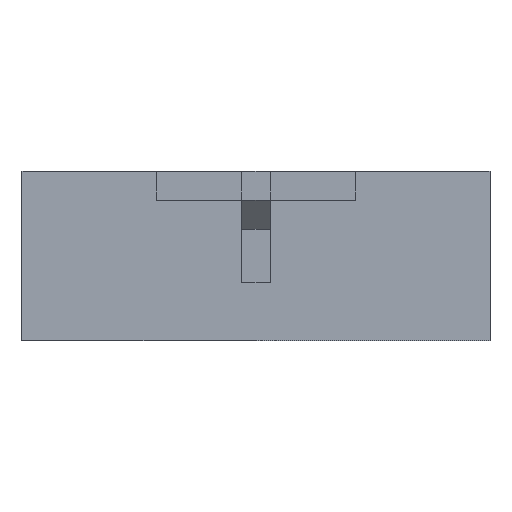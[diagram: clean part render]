
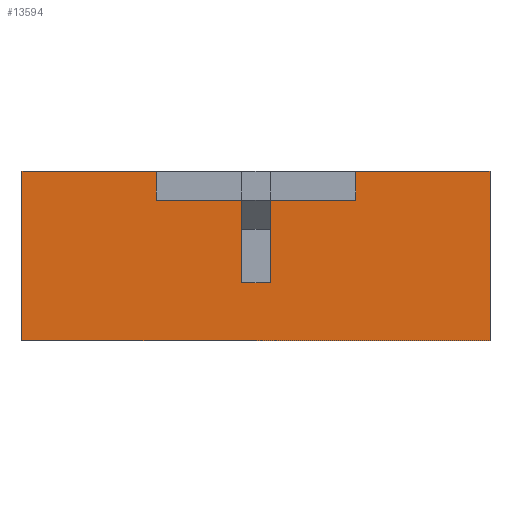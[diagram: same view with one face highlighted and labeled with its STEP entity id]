
A CAD part, left-side view. The second image highlights one B-rep face of the part: STEP entity #13594.
In plain terms, the highlighted planar face has unit normal (-1, 0, 0).
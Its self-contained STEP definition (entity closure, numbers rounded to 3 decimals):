
#2475 = VERTEX_POINT('',#2476);
#2476 = CARTESIAN_POINT('',(-22.34,-10.5,-3.8));
#2482 = EDGE_CURVE('',#2483,#2475,#2485,.T.);
#2483 = VERTEX_POINT('',#2484);
#2484 = CARTESIAN_POINT('',(-22.34,10.5,-3.8));
#2485 = LINE('',#2486,#2487);
#2486 = CARTESIAN_POINT('',(-22.34,10.5,-3.8));
#2487 = VECTOR('',#2488,1.);
#2488 = DIRECTION('',(0.,-1.,0.));
#8786 = VERTEX_POINT('',#8787);
#8787 = CARTESIAN_POINT('',(-22.34,-0.65,
    -1.2));
#8793 = EDGE_CURVE('',#8794,#8786,#8796,.T.);
#8794 = VERTEX_POINT('',#8795);
#8795 = CARTESIAN_POINT('',(-22.34,-0.65,2.5));
#8796 = LINE('',#8797,#8798);
#8797 = CARTESIAN_POINT('',(-22.34,-0.65,2.5));
#8798 = VECTOR('',#8799,1.);
#8799 = DIRECTION('',(0.,0.,-1.));
#8824 = EDGE_CURVE('',#8825,#8794,#8827,.T.);
#8825 = VERTEX_POINT('',#8826);
#8826 = CARTESIAN_POINT('',(-22.34,-4.475,2.5));
#8827 = LINE('',#8828,#8829);
#8828 = CARTESIAN_POINT('',(-22.34,-4.475,2.5));
#8829 = VECTOR('',#8830,1.);
#8830 = DIRECTION('',(0.,1.,0.));
#8903 = VERTEX_POINT('',#8904);
#8904 = CARTESIAN_POINT('',(-22.34,-4.475,
    3.8));
#8910 = EDGE_CURVE('',#8911,#8903,#8913,.T.);
#8911 = VERTEX_POINT('',#8912);
#8912 = CARTESIAN_POINT('',(-22.34,-10.5,3.8));
#8913 = LINE('',#8914,#8915);
#8914 = CARTESIAN_POINT('',(-22.34,-10.5,3.8));
#8915 = VECTOR('',#8916,1.);
#8916 = DIRECTION('',(0.,1.,0.));
#8967 = VERTEX_POINT('',#8968);
#8968 = CARTESIAN_POINT('',(-22.34,10.5,3.8));
#8974 = EDGE_CURVE('',#8975,#8967,#8977,.T.);
#8975 = VERTEX_POINT('',#8976);
#8976 = CARTESIAN_POINT('',(-22.34,4.475,
    3.8));
#8977 = LINE('',#8978,#8979);
#8978 = CARTESIAN_POINT('',(-22.34,4.475,
    3.8));
#8979 = VECTOR('',#8980,1.);
#8980 = DIRECTION('',(0.,1.,0.));
#9601 = VERTEX_POINT('',#9602);
#9602 = CARTESIAN_POINT('',(-22.34,4.475,2.5));
#9608 = EDGE_CURVE('',#9609,#9601,#9611,.T.);
#9609 = VERTEX_POINT('',#9610);
#9610 = CARTESIAN_POINT('',(-22.34,0.65,2.5));
#9611 = LINE('',#9612,#9613);
#9612 = CARTESIAN_POINT('',(-22.34,0.65,2.5));
#9613 = VECTOR('',#9614,1.);
#9614 = DIRECTION('',(0.,1.,0.));
#9631 = EDGE_CURVE('',#9601,#8975,#9632,.T.);
#9632 = LINE('',#9633,#9634);
#9633 = CARTESIAN_POINT('',(-22.34,4.475,2.5));
#9634 = VECTOR('',#9635,1.);
#9635 = DIRECTION('',(0.,0.,1.));
#13594 = ADVANCED_FACE('',(#13595),#13636,.T.);
#13595 = FACE_BOUND('',#13596,.T.);
#13596 = EDGE_LOOP('',(#13597,#13598,#13599,#13607,#13613,#13614,#13615,
    #13616,#13622,#13623,#13629,#13630));
#13597 = ORIENTED_EDGE('',*,*,#8824,.T.);
#13598 = ORIENTED_EDGE('',*,*,#8793,.T.);
#13599 = ORIENTED_EDGE('',*,*,#13600,.T.);
#13600 = EDGE_CURVE('',#8786,#13601,#13603,.T.);
#13601 = VERTEX_POINT('',#13602);
#13602 = CARTESIAN_POINT('',(-22.34,0.65,
    -1.2));
#13603 = LINE('',#13604,#13605);
#13604 = CARTESIAN_POINT('',(-22.34,-0.65,
    -1.2));
#13605 = VECTOR('',#13606,1.);
#13606 = DIRECTION('',(0.,1.,0.));
#13607 = ORIENTED_EDGE('',*,*,#13608,.T.);
#13608 = EDGE_CURVE('',#13601,#9609,#13609,.T.);
#13609 = LINE('',#13610,#13611);
#13610 = CARTESIAN_POINT('',(-22.34,0.65,
    -1.2));
#13611 = VECTOR('',#13612,1.);
#13612 = DIRECTION('',(0.,0.,1.));
#13613 = ORIENTED_EDGE('',*,*,#9608,.T.);
#13614 = ORIENTED_EDGE('',*,*,#9631,.T.);
#13615 = ORIENTED_EDGE('',*,*,#8974,.T.);
#13616 = ORIENTED_EDGE('',*,*,#13617,.T.);
#13617 = EDGE_CURVE('',#8967,#2483,#13618,.T.);
#13618 = LINE('',#13619,#13620);
#13619 = CARTESIAN_POINT('',(-22.34,10.5,3.8));
#13620 = VECTOR('',#13621,1.);
#13621 = DIRECTION('',(0.,0.,-1.));
#13622 = ORIENTED_EDGE('',*,*,#2482,.T.);
#13623 = ORIENTED_EDGE('',*,*,#13624,.T.);
#13624 = EDGE_CURVE('',#2475,#8911,#13625,.T.);
#13625 = LINE('',#13626,#13627);
#13626 = CARTESIAN_POINT('',(-22.34,-10.5,-3.8));
#13627 = VECTOR('',#13628,1.);
#13628 = DIRECTION('',(0.,0.,1.));
#13629 = ORIENTED_EDGE('',*,*,#8910,.T.);
#13630 = ORIENTED_EDGE('',*,*,#13631,.T.);
#13631 = EDGE_CURVE('',#8903,#8825,#13632,.T.);
#13632 = LINE('',#13633,#13634);
#13633 = CARTESIAN_POINT('',(-22.34,-4.475,
    3.8));
#13634 = VECTOR('',#13635,1.);
#13635 = DIRECTION('',(0.,0.,-1.));
#13636 = PLANE('',#13637);
#13637 = AXIS2_PLACEMENT_3D('',#13638,#13639,#13640);
#13638 = CARTESIAN_POINT('',(-22.34,0.,-0.051));
#13639 = DIRECTION('',(-1.,-0.,-0.));
#13640 = DIRECTION('',(0.,0.,-1.));
